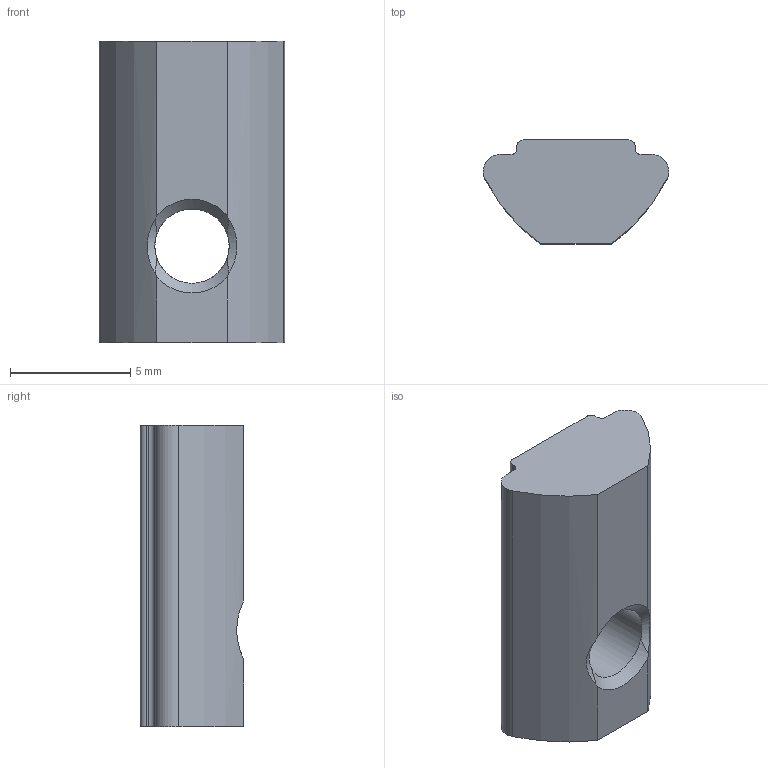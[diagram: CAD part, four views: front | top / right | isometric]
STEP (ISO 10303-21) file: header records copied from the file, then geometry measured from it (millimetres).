
FILE_DESCRIPTION(/* description */ (''),/* implementation_level */ '2;1');
FILE_NAME(/* name */ 'M3 Roll-In T Nut_v1.step',/* time_stamp */ '2023-05-23T22:35:07-06:00',/* author */ (''),/* organization */ (''),/* preprocessor_version */ 'ST-DEVELOPER v19.2',/* originating_system */ 'Autodesk Translation Framework v12.4.0.73',/* authorisation */ '');
FILE_SCHEMA (('AUTOMOTIVE_DESIGN { 1 0 10303 214 3 1 1 }'));
Length unit declared in the file: millimetre
Products named in the file (1): M3 Roll-In T Nut
Bounding box: 7.7 x 4.3 x 12.5 mm (x, y, z)
Volume: 287.4 mm3; surface area: 323.4 mm2
Topology: 1 solids, 1 shells, 23 faces, 65 edges, 43 vertices
Faces by surface type: plane 9, cylinder 9, cone 3, bspline 2
Full cylindrical faces by diameter (mm): 3.086 x1
Entity records: 935 total; most frequent: CARTESIAN_POINT 299, ORIENTED_EDGE 130, DIRECTION 120, EDGE_CURVE 65, AXIS2_PLACEMENT_3D 45, VERTEX_POINT 43, LINE 30, VECTOR 30
